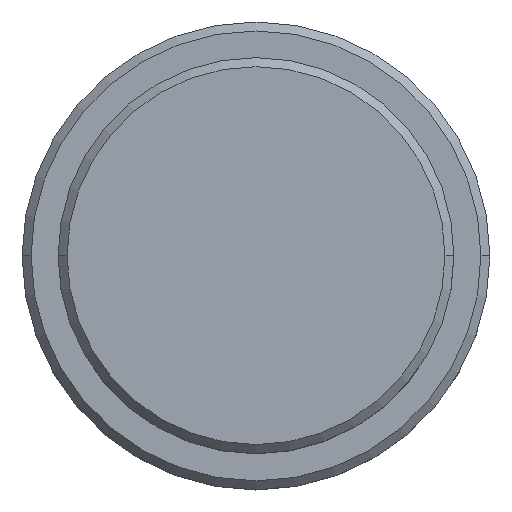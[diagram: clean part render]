
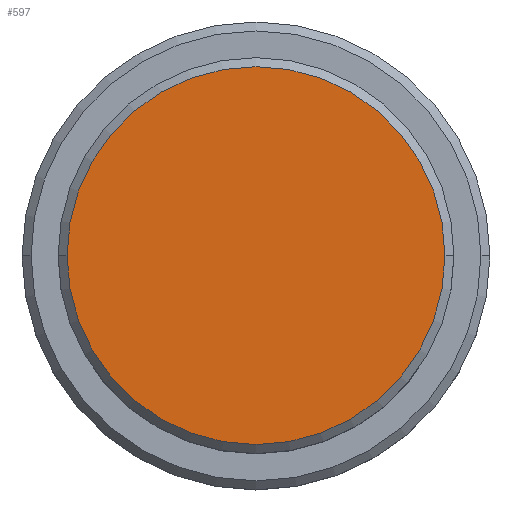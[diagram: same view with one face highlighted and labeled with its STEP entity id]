
A CAD part, top view. The second image highlights one B-rep face of the part: STEP entity #597.
In plain terms, the highlighted planar face has unit normal (0, 0, 1).
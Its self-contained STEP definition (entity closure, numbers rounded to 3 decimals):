
#11 = CARTESIAN_POINT ( 'NONE',  ( -10.5, 0., 0. ) ) ;
#53 = DIRECTION ( 'NONE',  ( 0., 0., 1. ) ) ;
#169 = ORIENTED_EDGE ( 'NONE', *, *, #998, .T. ) ;
#182 = AXIS2_PLACEMENT_3D ( 'NONE', #916, #703, #594 ) ;
#253 = AXIS2_PLACEMENT_3D ( 'NONE', #481, #371, #926 ) ;
#263 = PLANE ( 'NONE',  #182 ) ;
#371 = DIRECTION ( 'NONE',  ( 0., 0., 1. ) ) ;
#457 = EDGE_CURVE ( 'NONE', #928, #878, #760, .T. ) ;
#479 = CARTESIAN_POINT ( 'NONE',  ( 0., 0., 0. ) ) ;
#481 = CARTESIAN_POINT ( 'NONE',  ( 0., 0., 0. ) ) ;
#486 = DIRECTION ( 'NONE',  ( 1., 0., 0. ) ) ;
#559 = CARTESIAN_POINT ( 'NONE',  ( 10.5, 0., 0. ) ) ;
#594 = DIRECTION ( 'NONE',  ( 1., 0., 0. ) ) ;
#597 = ADVANCED_FACE ( 'NONE', ( #1045 ), #263, .T. ) ;
#703 = DIRECTION ( 'NONE',  ( 0., 0., 1. ) ) ;
#732 = ORIENTED_EDGE ( 'NONE', *, *, #457, .T. ) ;
#760 = CIRCLE ( 'NONE', #1121, 10.5 ) ;
#827 = CIRCLE ( 'NONE', #253, 10.5 ) ;
#838 = EDGE_LOOP ( 'NONE', ( #732, #169 ) ) ;
#878 = VERTEX_POINT ( 'NONE', #559 ) ;
#916 = CARTESIAN_POINT ( 'NONE',  ( 0., 0., 0. ) ) ;
#926 = DIRECTION ( 'NONE',  ( 1., 0., 0. ) ) ;
#928 = VERTEX_POINT ( 'NONE', #11 ) ;
#998 = EDGE_CURVE ( 'NONE', #878, #928, #827, .T. ) ;
#1045 = FACE_OUTER_BOUND ( 'NONE', #838, .T. ) ;
#1121 = AXIS2_PLACEMENT_3D ( 'NONE', #479, #53, #486 ) ;
